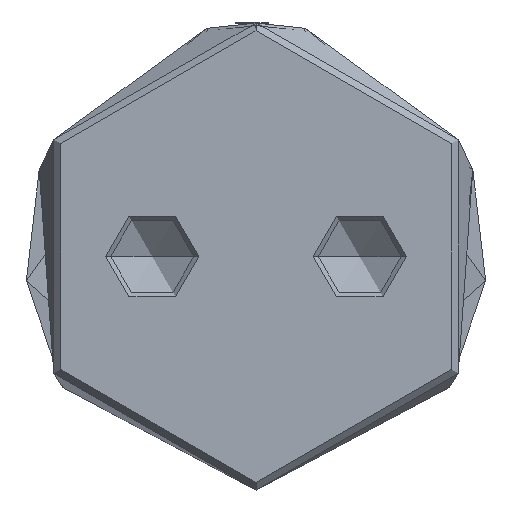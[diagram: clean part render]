
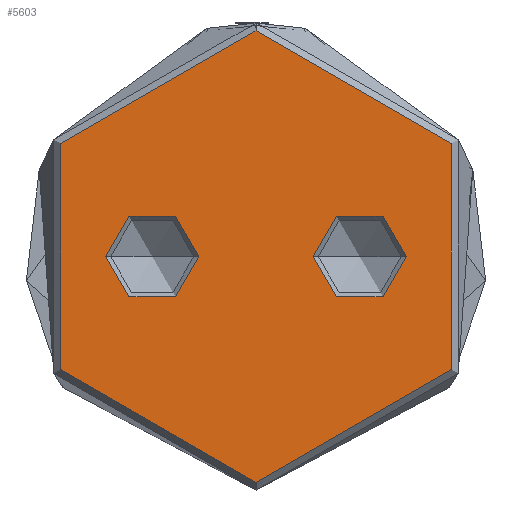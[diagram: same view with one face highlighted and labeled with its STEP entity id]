
A CAD part, front view. The second image highlights one B-rep face of the part: STEP entity #5603.
In plain terms, the highlighted face is planar.
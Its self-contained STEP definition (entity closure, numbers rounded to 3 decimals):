
#141 = EDGE_CURVE ( 'NONE', #1967, #2140, #923, .T. ) ;
#210 = CARTESIAN_POINT ( 'NONE',  ( -10., 0., 0. ) ) ;
#218 = DIRECTION ( 'NONE',  ( 0., 0., -1. ) ) ;
#223 = AXIS2_PLACEMENT_3D ( 'NONE', #2952, #2373, #3797 ) ;
#236 = DIRECTION ( 'NONE',  ( -1., 0., 0. ) ) ;
#278 = FACE_OUTER_BOUND ( 'NONE', #2143, .T. ) ;
#436 = EDGE_LOOP ( 'NONE', ( #882, #1258 ) ) ;
#484 = CIRCLE ( 'NONE', #3193, 4.5 ) ;
#563 = CARTESIAN_POINT ( 'NONE',  ( 0., -21.75, 0. ) ) ;
#661 = CARTESIAN_POINT ( 'NONE',  ( 14.5, 0., 0. ) ) ;
#677 = EDGE_CURVE ( 'NONE', #2428, #2574, #4980, .T. ) ;
#789 = EDGE_LOOP ( 'NONE', ( #987, #5858 ) ) ;
#882 = ORIENTED_EDGE ( 'NONE', *, *, #2492, .F. ) ;
#909 = CARTESIAN_POINT ( 'NONE',  ( 0., 21.75, 0. ) ) ;
#923 = CIRCLE ( 'NONE', #223, 21.75 ) ;
#928 = PLANE ( 'NONE',  #1665 ) ;
#973 = EDGE_CURVE ( 'NONE', #4122, #2707, #5475, .T. ) ;
#977 = EDGE_CURVE ( 'NONE', #2140, #1967, #1287, .T. ) ;
#987 = ORIENTED_EDGE ( 'NONE', *, *, #677, .T. ) ;
#1066 = CARTESIAN_POINT ( 'NONE',  ( 5.5, 0., 0. ) ) ;
#1258 = ORIENTED_EDGE ( 'NONE', *, *, #973, .F. ) ;
#1287 = CIRCLE ( 'NONE', #4594, 21.75 ) ;
#1411 = ORIENTED_EDGE ( 'NONE', *, *, #977, .T. ) ;
#1665 = AXIS2_PLACEMENT_3D ( 'NONE', #2273, #1845, #5019 ) ;
#1845 = DIRECTION ( 'NONE',  ( 0., 0., -1. ) ) ;
#1967 = VERTEX_POINT ( 'NONE', #563 ) ;
#2088 = CARTESIAN_POINT ( 'NONE',  ( 10., 0., 0. ) ) ;
#2140 = VERTEX_POINT ( 'NONE', #909 ) ;
#2143 = EDGE_LOOP ( 'NONE', ( #3722, #1411 ) ) ;
#2273 = CARTESIAN_POINT ( 'NONE',  ( 0., 0., 0. ) ) ;
#2373 = DIRECTION ( 'NONE',  ( 0., 0., -1. ) ) ;
#2428 = VERTEX_POINT ( 'NONE', #661 ) ;
#2492 = EDGE_CURVE ( 'NONE', #2707, #4122, #484, .T. ) ;
#2533 = DIRECTION ( 'NONE',  ( 1., 0., 0. ) ) ;
#2548 = FACE_BOUND ( 'NONE', #436, .T. ) ;
#2574 = VERTEX_POINT ( 'NONE', #1066 ) ;
#2582 = CARTESIAN_POINT ( 'NONE',  ( -5.5, 0., 0. ) ) ;
#2707 = VERTEX_POINT ( 'NONE', #5447 ) ;
#2952 = CARTESIAN_POINT ( 'NONE',  ( 0., 0., 0. ) ) ;
#3186 = CIRCLE ( 'NONE', #5463, 4.5 ) ;
#3193 = AXIS2_PLACEMENT_3D ( 'NONE', #210, #218, #236 ) ;
#3328 = DIRECTION ( 'NONE',  ( 1., 0., 0. ) ) ;
#3477 = CARTESIAN_POINT ( 'NONE',  ( -10., 0., 0. ) ) ;
#3596 = DIRECTION ( 'NONE',  ( 0., 0., -1. ) ) ;
#3615 = DIRECTION ( 'NONE',  ( 0., 0., 1. ) ) ;
#3654 = CARTESIAN_POINT ( 'NONE',  ( 10., 0., 0. ) ) ;
#3705 = DIRECTION ( 'NONE',  ( -1., 0., 0. ) ) ;
#3722 = ORIENTED_EDGE ( 'NONE', *, *, #141, .T. ) ;
#3749 = FACE_BOUND ( 'NONE', #789, .T. ) ;
#3797 = DIRECTION ( 'NONE',  ( 0., 1., 0. ) ) ;
#3894 = AXIS2_PLACEMENT_3D ( 'NONE', #3477, #3596, #3705 ) ;
#3927 = DIRECTION ( 'NONE',  ( 0., 0., -1. ) ) ;
#4122 = VERTEX_POINT ( 'NONE', #2582 ) ;
#4264 = AXIS2_PLACEMENT_3D ( 'NONE', #3654, #3615, #3328 ) ;
#4594 = AXIS2_PLACEMENT_3D ( 'NONE', #5084, #3927, #4800 ) ;
#4800 = DIRECTION ( 'NONE',  ( 0., 1., 0. ) ) ;
#4980 = CIRCLE ( 'NONE', #4264, 4.5 ) ;
#5019 = DIRECTION ( 'NONE',  ( 0., 1., 0. ) ) ;
#5044 = EDGE_CURVE ( 'NONE', #2574, #2428, #3186, .T. ) ;
#5084 = CARTESIAN_POINT ( 'NONE',  ( 0., 0., 0. ) ) ;
#5265 = DIRECTION ( 'NONE',  ( 0., 0., 1. ) ) ;
#5447 = CARTESIAN_POINT ( 'NONE',  ( -14.5, 0., 0. ) ) ;
#5463 = AXIS2_PLACEMENT_3D ( 'NONE', #2088, #5265, #2533 ) ;
#5475 = CIRCLE ( 'NONE', #3894, 4.5 ) ;
#5603 = ADVANCED_FACE ( 'NONE', ( #3749, #2548, #278 ), #928, .T. ) ;
#5858 = ORIENTED_EDGE ( 'NONE', *, *, #5044, .T. ) ;
